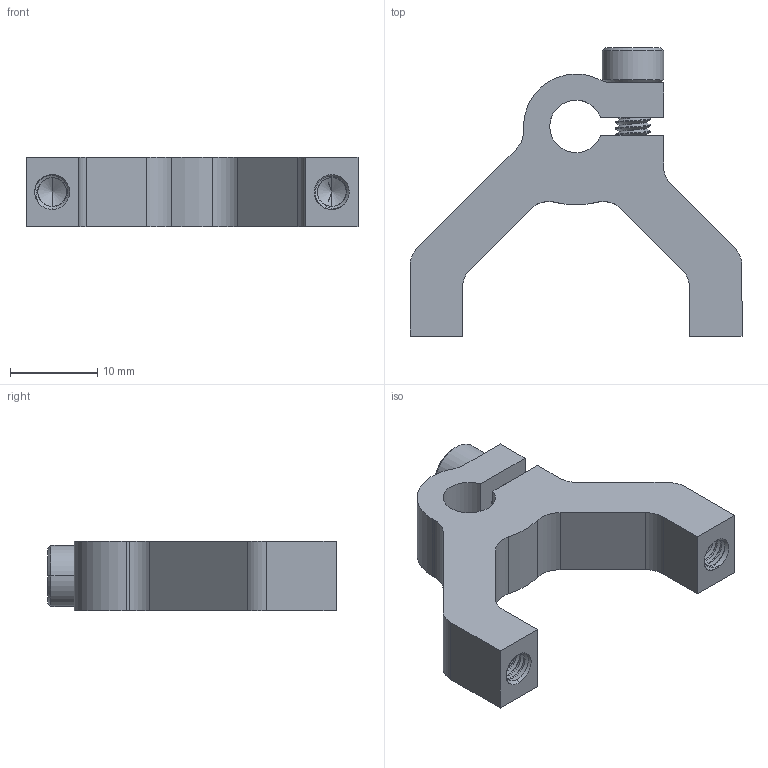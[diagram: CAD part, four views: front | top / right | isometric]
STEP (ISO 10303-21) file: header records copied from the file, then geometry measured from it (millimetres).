
FILE_DESCRIPTION (( 'STEP AP203' ), '1' );
FILE_NAME ('1400-0032-0006 assembly.STEP', '2017-04-20T20:12:58', ( '' ), ( '' ), 'SwSTEP 2.0', 'SolidWorks 2016', '' );
FILE_SCHEMA (( 'CONFIG_CONTROL_DESIGN' ));
Length unit declared in the file: inch
Products named in the file (3): 1400-0032-0006 assembly; 2800-0004-0010_90128A207; 1400-0032-0006
Assembly tree (2 placements, depth 2):
  1400-0032-0006 assembly
    1400-0032-0006
    2800-0004-0010_90128A207
Bounding box: 38 x 33 x 8 mm (x, y, z)
Volume: 3336 mm3; surface area: 3014.9 mm2
Topology: 2 solids, 2 shells, 260 faces, 734 edges, 477 vertices
Faces by surface type: cylinder 197, plane 30, cone 25, bspline 8
Entity records: 17769 total; most frequent: CARTESIAN_POINT 11817, ORIENTED_EDGE 1456, DIRECTION 952, EDGE_CURVE 728, VERTEX_POINT 477, AXIS2_PLACEMENT_3D 343, EDGE_LOOP 267, VECTOR 266
